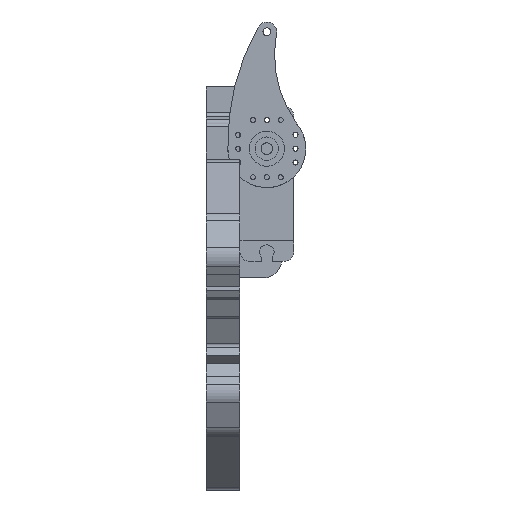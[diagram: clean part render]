
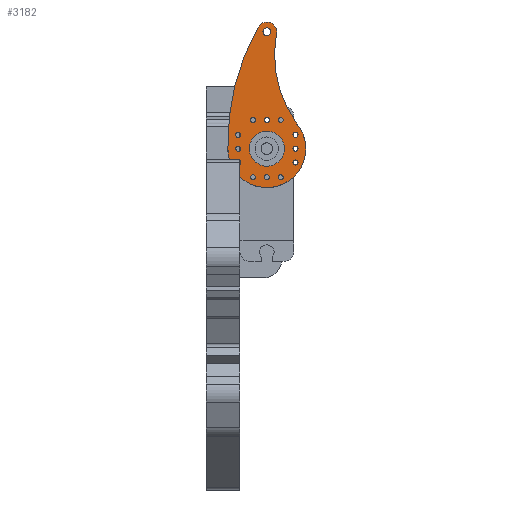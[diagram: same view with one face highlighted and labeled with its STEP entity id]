
A CAD part, top view. The second image highlights one B-rep face of the part: STEP entity #3182.
In plain terms, the highlighted planar face has unit normal (0, 0, 1).
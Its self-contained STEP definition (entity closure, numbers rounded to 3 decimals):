
#2567=CARTESIAN_POINT('',(7.9,43.88,43.36));
#2568=VERTEX_POINT('',#2567);
#2569=CARTESIAN_POINT('',(6.9,43.88,43.36));
#2570=DIRECTION('',(0.0,0.0,-1.0));
#2571=DIRECTION('',(1.0,0.0,0.0));
#2572=AXIS2_PLACEMENT_3D('',#2569,#2570,#2571);
#2573=CIRCLE('',#2572,1.);
#2574=EDGE_CURVE('',#2568,#2568,#2573,.T.);
#2595=CARTESIAN_POINT('',(9.337,43.324,43.36));
#2596=VERTEX_POINT('',#2595);
#2603=CARTESIAN_POINT('',(14.424,20.467,43.36));
#2604=VERTEX_POINT('',#2603);
#2605=CARTESIAN_POINT('',(39.209,37.977,43.36));
#2606=DIRECTION('',(0.0,0.0,-1.0));
#2607=DIRECTION('',(-0.897,-0.443,0.0));
#2608=AXIS2_PLACEMENT_3D('',#2605,#2606,#2607);
#2609=CIRCLE('',#2608,30.347);
#2610=EDGE_CURVE('',#2604,#2596,#2609,.T.);
#2635=CARTESIAN_POINT('',(4.682,45.033,43.36));
#2636=VERTEX_POINT('',#2635);
#2643=CARTESIAN_POINT('',(6.9,43.88,43.36));
#2644=DIRECTION('',(0.0,0.0,1.0));
#2645=DIRECTION('',(0.0,-1.0,0.0));
#2646=AXIS2_PLACEMENT_3D('',#2643,#2644,#2645);
#2647=CIRCLE('',#2646,2.5);
#2648=EDGE_CURVE('',#2596,#2636,#2647,.T.);
#2668=CARTESIAN_POINT('',(-3.1,13.88,43.36));
#2669=VERTEX_POINT('',#2668);
#2676=CARTESIAN_POINT('',(57.595,15.267,43.36));
#2677=DIRECTION('',(0.0,0.0,1.0));
#2678=DIRECTION('',(-0.872,0.49,0.0));
#2679=AXIS2_PLACEMENT_3D('',#2676,#2677,#2678);
#2680=CIRCLE('',#2679,60.711);
#2681=EDGE_CURVE('',#2636,#2669,#2680,.T.);
#2693=CARTESIAN_POINT('',(6.9,13.88,43.36));
#2694=DIRECTION('',(0.0,0.0,-1.0));
#2695=DIRECTION('',(-1.0,0.0,0.0));
#2696=AXIS2_PLACEMENT_3D('',#2693,#2694,#2695);
#2697=CIRCLE('',#2696,10.0);
#2698=EDGE_CURVE('',#2604,#2669,#2697,.T.);
#2716=CARTESIAN_POINT('',(4.,21.23,43.36));
#2717=VERTEX_POINT('',#2716);
#2718=CARTESIAN_POINT('',(3.35,21.23,43.36));
#2719=DIRECTION('',(0.0,0.0,-1.0));
#2720=DIRECTION('',(1.0,0.0,0.0));
#2721=AXIS2_PLACEMENT_3D('',#2718,#2719,#2720);
#2722=CIRCLE('',#2721,0.65);
#2723=EDGE_CURVE('',#2717,#2717,#2722,.T.);
#2744=CARTESIAN_POINT('',(14.9,13.88,43.36));
#2745=VERTEX_POINT('',#2744);
#2746=CARTESIAN_POINT('',(14.25,13.88,43.36));
#2747=DIRECTION('',(0.0,0.0,-1.0));
#2748=DIRECTION('',(1.0,0.0,0.0));
#2749=AXIS2_PLACEMENT_3D('',#2746,#2747,#2748);
#2750=CIRCLE('',#2749,0.65);
#2751=EDGE_CURVE('',#2745,#2745,#2750,.T.);
#2772=CARTESIAN_POINT('',(0.2,13.88,43.36));
#2773=VERTEX_POINT('',#2772);
#2774=CARTESIAN_POINT('',(-0.45,13.88,43.36));
#2775=DIRECTION('',(0.0,0.0,-1.0));
#2776=DIRECTION('',(1.0,0.0,0.0));
#2777=AXIS2_PLACEMENT_3D('',#2774,#2775,#2776);
#2778=CIRCLE('',#2777,0.65);
#2779=EDGE_CURVE('',#2773,#2773,#2778,.T.);
#2800=CARTESIAN_POINT('',(11.1,21.23,43.36));
#2801=VERTEX_POINT('',#2800);
#2802=CARTESIAN_POINT('',(10.45,21.23,43.36));
#2803=DIRECTION('',(0.0,0.0,-1.0));
#2804=DIRECTION('',(1.0,0.0,0.0));
#2805=AXIS2_PLACEMENT_3D('',#2802,#2803,#2804);
#2806=CIRCLE('',#2805,0.65);
#2807=EDGE_CURVE('',#2801,#2801,#2806,.T.);
#2828=CARTESIAN_POINT('',(4.,6.53,43.36));
#2829=VERTEX_POINT('',#2828);
#2830=CARTESIAN_POINT('',(3.35,6.53,43.36));
#2831=DIRECTION('',(0.0,0.0,-1.0));
#2832=DIRECTION('',(1.0,0.0,0.0));
#2833=AXIS2_PLACEMENT_3D('',#2830,#2831,#2832);
#2834=CIRCLE('',#2833,0.65);
#2835=EDGE_CURVE('',#2829,#2829,#2834,.T.);
#2856=CARTESIAN_POINT('',(11.1,6.53,43.36));
#2857=VERTEX_POINT('',#2856);
#2858=CARTESIAN_POINT('',(10.45,6.53,43.36));
#2859=DIRECTION('',(0.0,0.0,-1.0));
#2860=DIRECTION('',(1.0,0.0,0.0));
#2861=AXIS2_PLACEMENT_3D('',#2858,#2859,#2860);
#2862=CIRCLE('',#2861,0.65);
#2863=EDGE_CURVE('',#2857,#2857,#2862,.T.);
#2884=CARTESIAN_POINT('',(11.4,13.88,43.36));
#2885=VERTEX_POINT('',#2884);
#2886=CARTESIAN_POINT('',(6.9,13.88,43.36));
#2887=DIRECTION('',(0.0,0.0,-1.0));
#2888=DIRECTION('',(1.0,0.0,0.0));
#2889=AXIS2_PLACEMENT_3D('',#2886,#2887,#2888);
#2890=CIRCLE('',#2889,4.5);
#2891=EDGE_CURVE('',#2885,#2885,#2890,.T.);
#2912=CARTESIAN_POINT('',(7.55,6.53,43.36));
#2913=VERTEX_POINT('',#2912);
#2914=CARTESIAN_POINT('',(6.9,6.53,43.36));
#2915=DIRECTION('',(0.0,0.0,-1.0));
#2916=DIRECTION('',(1.0,0.0,0.0));
#2917=AXIS2_PLACEMENT_3D('',#2914,#2915,#2916);
#2918=CIRCLE('',#2917,0.65);
#2919=EDGE_CURVE('',#2913,#2913,#2918,.T.);
#2940=CARTESIAN_POINT('',(0.2,17.43,43.36));
#2941=VERTEX_POINT('',#2940);
#2942=CARTESIAN_POINT('',(-0.45,17.43,43.36));
#2943=DIRECTION('',(0.0,0.0,-1.0));
#2944=DIRECTION('',(1.0,0.0,0.0));
#2945=AXIS2_PLACEMENT_3D('',#2942,#2943,#2944);
#2946=CIRCLE('',#2945,0.65);
#2947=EDGE_CURVE('',#2941,#2941,#2946,.T.);
#2968=CARTESIAN_POINT('',(14.9,10.33,43.36));
#2969=VERTEX_POINT('',#2968);
#2970=CARTESIAN_POINT('',(14.25,10.33,43.36));
#2971=DIRECTION('',(0.0,0.0,-1.0));
#2972=DIRECTION('',(1.0,0.0,0.0));
#2973=AXIS2_PLACEMENT_3D('',#2970,#2971,#2972);
#2974=CIRCLE('',#2973,0.65);
#2975=EDGE_CURVE('',#2969,#2969,#2974,.T.);
#2996=CARTESIAN_POINT('',(7.55,21.23,43.36));
#2997=VERTEX_POINT('',#2996);
#2998=CARTESIAN_POINT('',(6.9,21.23,43.36));
#2999=DIRECTION('',(0.0,0.0,-1.0));
#3000=DIRECTION('',(1.0,0.0,0.0));
#3001=AXIS2_PLACEMENT_3D('',#2998,#2999,#3000);
#3002=CIRCLE('',#3001,0.65);
#3003=EDGE_CURVE('',#2997,#2997,#3002,.T.);
#3024=CARTESIAN_POINT('',(0.2,10.33,43.36));
#3025=VERTEX_POINT('',#3024);
#3026=CARTESIAN_POINT('',(-0.45,10.33,43.36));
#3027=DIRECTION('',(0.0,0.0,-1.0));
#3028=DIRECTION('',(1.0,0.0,0.0));
#3029=AXIS2_PLACEMENT_3D('',#3026,#3027,#3028);
#3030=CIRCLE('',#3029,0.65);
#3031=EDGE_CURVE('',#3025,#3025,#3030,.T.);
#3052=CARTESIAN_POINT('',(14.9,17.43,43.36));
#3053=VERTEX_POINT('',#3052);
#3054=CARTESIAN_POINT('',(14.25,17.43,43.36));
#3055=DIRECTION('',(0.0,0.0,-1.0));
#3056=DIRECTION('',(1.0,0.0,0.0));
#3057=AXIS2_PLACEMENT_3D('',#3054,#3055,#3056);
#3058=CIRCLE('',#3057,0.65);
#3059=EDGE_CURVE('',#3053,#3053,#3058,.T.);
#3129=CARTESIAN_POINT('',(6.9,13.88,43.36));
#3130=DIRECTION('',(0.0,0.0,1.0));
#3131=DIRECTION('',(1.0,0.0,0.0));
#3132=AXIS2_PLACEMENT_3D('',#3129,#3130,#3131);
#3133=PLANE('',#3132);
#3134=ORIENTED_EDGE('',*,*,#2698,.F.);
#3135=ORIENTED_EDGE('',*,*,#2610,.T.);
#3136=ORIENTED_EDGE('',*,*,#2648,.T.);
#3137=ORIENTED_EDGE('',*,*,#2681,.T.);
#3138=EDGE_LOOP('',(#3134,#3135,#3136,#3137));
#3139=FACE_OUTER_BOUND('',#3138,.T.);
#3140=ORIENTED_EDGE('',*,*,#2574,.T.);
#3141=EDGE_LOOP('',(#3140));
#3142=FACE_BOUND('',#3141,.T.);
#3143=ORIENTED_EDGE('',*,*,#2723,.T.);
#3144=EDGE_LOOP('',(#3143));
#3145=FACE_BOUND('',#3144,.T.);
#3146=ORIENTED_EDGE('',*,*,#2751,.T.);
#3147=EDGE_LOOP('',(#3146));
#3148=FACE_BOUND('',#3147,.T.);
#3149=ORIENTED_EDGE('',*,*,#2779,.T.);
#3150=EDGE_LOOP('',(#3149));
#3151=FACE_BOUND('',#3150,.T.);
#3152=ORIENTED_EDGE('',*,*,#2807,.T.);
#3153=EDGE_LOOP('',(#3152));
#3154=FACE_BOUND('',#3153,.T.);
#3155=ORIENTED_EDGE('',*,*,#2835,.T.);
#3156=EDGE_LOOP('',(#3155));
#3157=FACE_BOUND('',#3156,.T.);
#3158=ORIENTED_EDGE('',*,*,#2863,.T.);
#3159=EDGE_LOOP('',(#3158));
#3160=FACE_BOUND('',#3159,.T.);
#3161=ORIENTED_EDGE('',*,*,#2891,.T.);
#3162=EDGE_LOOP('',(#3161));
#3163=FACE_BOUND('',#3162,.T.);
#3164=ORIENTED_EDGE('',*,*,#2919,.T.);
#3165=EDGE_LOOP('',(#3164));
#3166=FACE_BOUND('',#3165,.T.);
#3167=ORIENTED_EDGE('',*,*,#2947,.T.);
#3168=EDGE_LOOP('',(#3167));
#3169=FACE_BOUND('',#3168,.T.);
#3170=ORIENTED_EDGE('',*,*,#2975,.T.);
#3171=EDGE_LOOP('',(#3170));
#3172=FACE_BOUND('',#3171,.T.);
#3173=ORIENTED_EDGE('',*,*,#3003,.T.);
#3174=EDGE_LOOP('',(#3173));
#3175=FACE_BOUND('',#3174,.T.);
#3176=ORIENTED_EDGE('',*,*,#3031,.T.);
#3177=EDGE_LOOP('',(#3176));
#3178=FACE_BOUND('',#3177,.T.);
#3179=ORIENTED_EDGE('',*,*,#3059,.T.);
#3180=EDGE_LOOP('',(#3179));
#3181=FACE_BOUND('',#3180,.T.);
#3182=ADVANCED_FACE('',(#3139,#3142,#3145,#3148,#3151,#3154,#3157,#3160,#3163,#3166,#3169,#3172,#3175,#3178,#3181),#3133,.T.);
